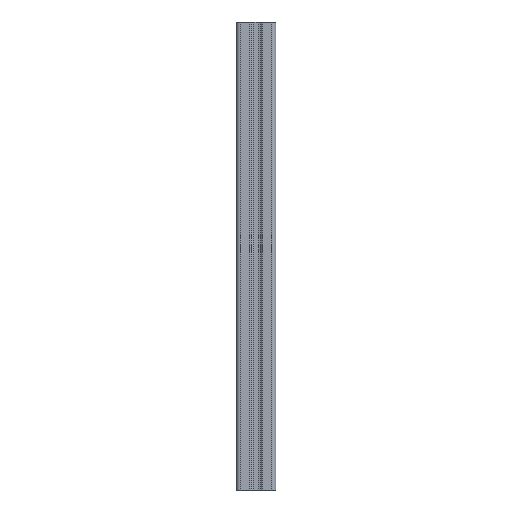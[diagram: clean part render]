
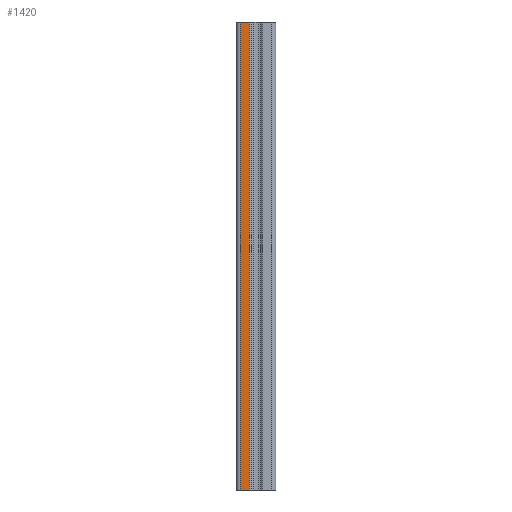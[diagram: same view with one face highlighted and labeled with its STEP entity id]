
A CAD part, front view. The second image highlights one B-rep face of the part: STEP entity #1420.
In plain terms, the highlighted planar face has unit normal (0, -1, 0).
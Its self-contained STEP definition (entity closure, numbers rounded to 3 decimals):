
#63=FACE_OUTER_BOUND('',#139,.T.);
#139=EDGE_LOOP('',(#1040,#1041,#1042,#1043));
#284=LINE('',#2114,#429);
#327=LINE('',#2275,#472);
#328=LINE('',#2278,#473);
#329=LINE('',#2279,#474);
#429=VECTOR('',#1665,10.);
#472=VECTOR('',#1800,10.);
#473=VECTOR('',#1803,10.);
#474=VECTOR('',#1804,10.);
#578=VERTEX_POINT('',#2111);
#579=VERTEX_POINT('',#2113);
#651=VERTEX_POINT('',#2273);
#652=VERTEX_POINT('',#2277);
#724=EDGE_CURVE('',#578,#579,#284,.T.);
#805=EDGE_CURVE('',#578,#651,#327,.T.);
#806=EDGE_CURVE('',#652,#651,#328,.T.);
#807=EDGE_CURVE('',#579,#652,#329,.T.);
#1040=ORIENTED_EDGE('',*,*,#805,.T.);
#1041=ORIENTED_EDGE('',*,*,#806,.F.);
#1042=ORIENTED_EDGE('',*,*,#807,.F.);
#1043=ORIENTED_EDGE('',*,*,#724,.F.);
#1377=PLANE('',#1551);
#1420=ADVANCED_FACE('',(#63),#1377,.T.);
#1551=AXIS2_PLACEMENT_3D('',#2276,#1801,#1802);
#1665=DIRECTION('',(-1.,0.,0.));
#1800=DIRECTION('',(0.,0.,1.));
#1801=DIRECTION('center_axis',(0.,-1.,0.));
#1802=DIRECTION('ref_axis',(1.,0.,0.));
#1803=DIRECTION('',(1.,0.,0.));
#1804=DIRECTION('',(0.,0.,1.));
#2111=CARTESIAN_POINT('',(-3.287,-10.,-117.5));
#2113=CARTESIAN_POINT('',(-8.,-10.,-117.5));
#2114=CARTESIAN_POINT('',(-8.,-10.,-117.5));
#2273=CARTESIAN_POINT('',(-3.287,-10.,117.5));
#2275=CARTESIAN_POINT('',(-3.287,-10.,0.));
#2276=CARTESIAN_POINT('Origin',(-8.,-10.,0.));
#2277=CARTESIAN_POINT('',(-8.,-10.,117.5));
#2278=CARTESIAN_POINT('',(-8.,-10.,117.5));
#2279=CARTESIAN_POINT('',(-8.,-10.,0.));
